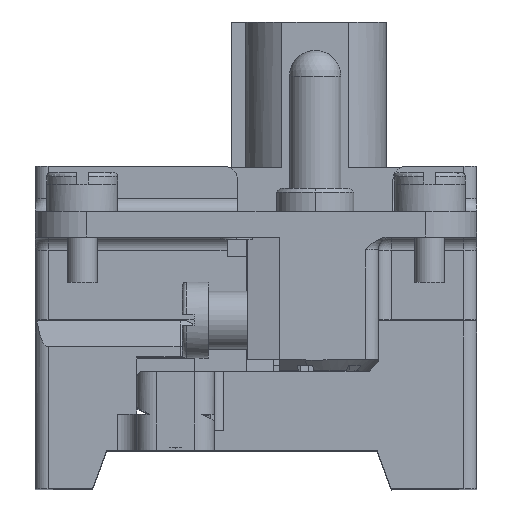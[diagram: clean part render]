
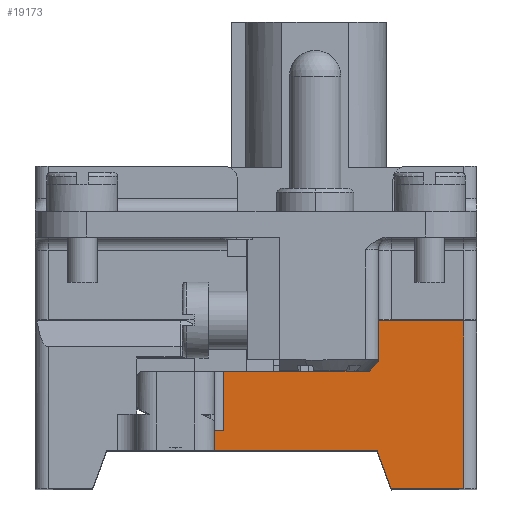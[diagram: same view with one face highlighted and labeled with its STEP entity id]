
A CAD part, top view. The second image highlights one B-rep face of the part: STEP entity #19173.
In plain terms, the highlighted planar face has unit normal (0, 0, 1).
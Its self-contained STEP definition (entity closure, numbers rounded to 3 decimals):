
#3221=DIRECTION('',(-1.,0.,0.));
#3222=VECTOR('',#3221,0.7);
#3223=CARTESIAN_POINT('',(-33.417,4.45,2.95));
#3224=LINE('',#3223,#3222);
#3245=DIRECTION('',(0.,-1.,0.));
#3246=VECTOR('',#3245,4.6);
#3247=CARTESIAN_POINT('',(-33.417,9.05,2.95));
#3248=LINE('',#3247,#3246);
#3293=DIRECTION('',(0.,-1.,0.));
#3294=VECTOR('',#3293,1.05);
#3295=CARTESIAN_POINT('',(-34.117,4.,2.95));
#3296=LINE('',#3295,#3294);
#3309=DIRECTION('',(0.,1.,0.));
#3310=VECTOR('',#3309,0.45);
#3311=CARTESIAN_POINT('',(-34.117,4.,2.95));
#3312=LINE('',#3311,#3310);
#3313=DIRECTION('',(1.,0.,0.));
#3314=VECTOR('',#3313,9.436);
#3315=CARTESIAN_POINT('',(-33.417,9.05,2.95));
#3316=LINE('',#3315,#3314);
#3317=DIRECTION('',(1.,0.,0.));
#3318=VECTOR('',#3317,9.264);
#3319=CARTESIAN_POINT('',(-23.981,13.,2.95));
#3320=LINE('',#3319,#3318);
#3321=DIRECTION('',(-0.342,0.94,0.));
#3322=VECTOR('',#3321,3.192);
#3323=CARTESIAN_POINT('',(-20.376,-0.05,
2.95));
#3324=LINE('',#3323,#3322);
#3562=DIRECTION('',(1.,0.,0.));
#3563=VECTOR('',#3562,12.65);
#3564=CARTESIAN_POINT('',(-34.117,2.95,2.95));
#3565=LINE('',#3564,#3563);
#4349=DIRECTION('',(1.,0.,0.));
#4350=VECTOR('',#4349,5.659);
#4351=CARTESIAN_POINT('',(-20.376,-0.05,
2.95));
#4352=LINE('',#4351,#4350);
#4386=DIRECTION('',(0.,1.,0.));
#4387=VECTOR('',#4386,13.05);
#4388=CARTESIAN_POINT('',(-14.717,-0.05,
2.95));
#4389=LINE('',#4388,#4387);
#10357=DIRECTION('',(0.,-1.,0.));
#10358=VECTOR('',#10357,3.95);
#10359=CARTESIAN_POINT('',(-23.981,13.,2.95));
#10360=LINE('',#10359,#10358);
#12250=CARTESIAN_POINT('',(-14.717,13.,2.95));
#12251=VERTEX_POINT('',#12250);
#12252=CARTESIAN_POINT('',(-23.981,13.,2.95));
#12253=VERTEX_POINT('',#12252);
#13360=CARTESIAN_POINT('',(-20.376,-0.05,
2.95));
#13361=VERTEX_POINT('',#13360);
#13362=CARTESIAN_POINT('',(-14.717,-0.05,
2.95));
#13363=VERTEX_POINT('',#13362);
#13382=CARTESIAN_POINT('',(-21.467,2.95,2.95));
#13383=VERTEX_POINT('',#13382);
#13398=CARTESIAN_POINT('',(-34.117,2.95,2.95));
#13399=VERTEX_POINT('',#13398);
#13439=CARTESIAN_POINT('',(-34.117,4.,2.95));
#13440=VERTEX_POINT('',#13439);
#13443=CARTESIAN_POINT('',(-34.117,4.45,2.95));
#13444=VERTEX_POINT('',#13443);
#13446=CARTESIAN_POINT('',(-33.417,4.45,2.95));
#13448=VERTEX_POINT('',#13446);
#13451=CARTESIAN_POINT('',(-33.417,9.05,2.95));
#13452=VERTEX_POINT('',#13451);
#13454=CARTESIAN_POINT('',(-23.981,9.05,2.95));
#13456=VERTEX_POINT('',#13454);
#19148=CARTESIAN_POINT('',(-13.717,0.95,
2.95));
#19149=DIRECTION('',(0.,0.,1.));
#19150=DIRECTION('',(-1.,0.,0.));
#19151=AXIS2_PLACEMENT_3D('',#19148,#19149,#19150);
#19152=PLANE('',#19151);
#19153=ORIENTED_EDGE('',*,*,#19128,.F.);
#19155=ORIENTED_EDGE('',*,*,#19154,.T.);
#19156=ORIENTED_EDGE('',*,*,#19008,.F.);
#19157=ORIENTED_EDGE('',*,*,#19036,.F.);
#19159=ORIENTED_EDGE('',*,*,#19158,.T.);
#19161=ORIENTED_EDGE('',*,*,#19160,.F.);
#19162=ORIENTED_EDGE('',*,*,#16981,.T.);
#19164=ORIENTED_EDGE('',*,*,#19163,.F.);
#19166=ORIENTED_EDGE('',*,*,#19165,.F.);
#19168=ORIENTED_EDGE('',*,*,#19167,.T.);
#19170=ORIENTED_EDGE('',*,*,#19169,.F.);
#19171=EDGE_LOOP('',(#19153,#19155,#19156,#19157,#19159,#19161,#19162,#19164,
#19166,#19168,#19170));
#19172=FACE_OUTER_BOUND('',#19171,.F.);
#16981=EDGE_CURVE('',#12253,#12251,#3320,.T.);
#19008=EDGE_CURVE('',#13448,#13444,#3224,.T.);
#19036=EDGE_CURVE('',#13452,#13448,#3248,.T.);
#19128=EDGE_CURVE('',#13440,#13399,#3296,.T.);
#19154=EDGE_CURVE('',#13440,#13444,#3312,.T.);
#19158=EDGE_CURVE('',#13452,#13456,#3316,.T.);
#19160=EDGE_CURVE('',#12253,#13456,#10360,.T.);
#19163=EDGE_CURVE('',#13363,#12251,#4389,.T.);
#19165=EDGE_CURVE('',#13361,#13363,#4352,.T.);
#19167=EDGE_CURVE('',#13361,#13383,#3324,.T.);
#19169=EDGE_CURVE('',#13399,#13383,#3565,.T.);
#19173=ADVANCED_FACE('',(#19172),#19152,.T.);
